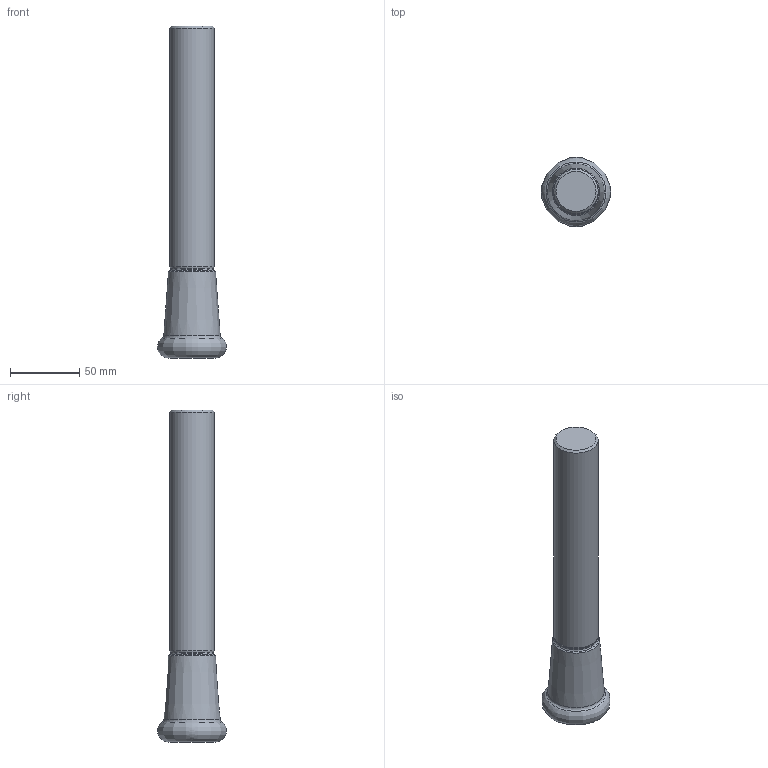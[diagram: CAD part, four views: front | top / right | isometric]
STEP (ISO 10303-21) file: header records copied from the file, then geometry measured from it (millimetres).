
FILE_DESCRIPTION(/* description */ (''),/* implementation_level */ '2;1');
FILE_NAME(/* name */ '1539333492132.stp',/* time_stamp */ '2018-10-12T14:08:30+06:00',/* author */ (''),/* organization */ ('SMS'),/* preprocessor_version */ 'ST-DEVELOPER v15',/* originating_system */ 'SIEMENS PLM Software NX 8.5',/* authorisation */ '');
FILE_SCHEMA (('AUTOMOTIVE_DESIGN { 1 0 10303 214 3 1 1 1 }'));
Length unit declared in the file: millimetre
Products named in the file (4): ASSEMBLY_CONSTRUCTION; 201858439mod000_00; 201911930mod000_00; 201911929mod000_00
Assembly tree (3 placements, depth 2):
  201911929mod000_00
    201911930mod000_00
    201858439mod000_00
    ASSEMBLY_CONSTRUCTION
Bounding box: 49.98 x 50 x 240 mm (x, y, z)
Volume: 236350.6 mm3; surface area: 33110.4 mm2
Topology: 2 solids, 2 shells, 19 faces, 35 edges, 29 vertices
Faces by surface type: torus 8, cone 5, plane 3, cylinder 2, bspline 1
Full cylindrical faces by diameter (mm): 31.3 x1, 31.992 x1
Entity records: 2137 total; most frequent: CARTESIAN_POINT 1616, DIRECTION 96, AXIS2_PLACEMENT_3D 48, EDGE_LOOP 34, ORIENTED_EDGE 34, FACE_BOUND 33, STYLED_ITEM 22, PRESENTATION_STYLE_ASSIGNMENT 22
